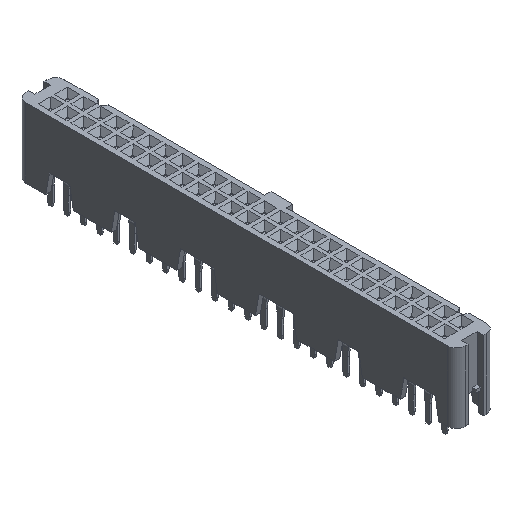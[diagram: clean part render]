
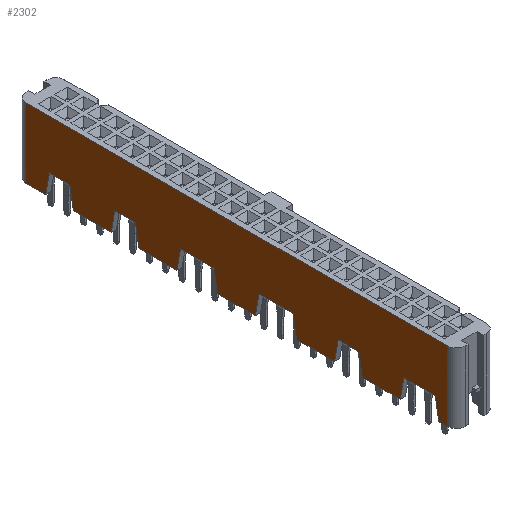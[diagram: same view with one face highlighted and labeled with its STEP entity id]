
A CAD part, isometric view. The second image highlights one B-rep face of the part: STEP entity #2302.
In plain terms, the highlighted planar face has unit normal (-1, 0, 0).
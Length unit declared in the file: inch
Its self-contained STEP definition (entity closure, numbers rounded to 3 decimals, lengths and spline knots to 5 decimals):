
#791=FACE_OUTER_BOUND('',#5334,.T.);
#2302=ADVANCED_FACE('',(#791),#3813,.T.);
#3813=PLANE('',#28757);
#5334=EDGE_LOOP('',(#7609,#7610,#7611,#7612,#7613,#7614,#7615,#7616,#7617,
#7618,#7619,#7620,#7621,#7622,#7623,#7624,#7625,#7626,#7627,#7628,#7629,
#7630,#7631,#7632,#7633,#7634,#7635,#7636));
#7609=ORIENTED_EDGE('',*,*,#17467,.T.);
#7610=ORIENTED_EDGE('',*,*,#18092,.T.);
#7611=ORIENTED_EDGE('',*,*,#18093,.T.);
#7612=ORIENTED_EDGE('',*,*,#18094,.F.);
#7613=ORIENTED_EDGE('',*,*,#17463,.T.);
#7614=ORIENTED_EDGE('',*,*,#18095,.T.);
#7615=ORIENTED_EDGE('',*,*,#18096,.T.);
#7616=ORIENTED_EDGE('',*,*,#18097,.F.);
#7617=ORIENTED_EDGE('',*,*,#17459,.T.);
#7618=ORIENTED_EDGE('',*,*,#18098,.T.);
#7619=ORIENTED_EDGE('',*,*,#18099,.T.);
#7620=ORIENTED_EDGE('',*,*,#18100,.F.);
#7621=ORIENTED_EDGE('',*,*,#17455,.T.);
#7622=ORIENTED_EDGE('',*,*,#18101,.F.);
#7623=ORIENTED_EDGE('',*,*,#18102,.T.);
#7624=ORIENTED_EDGE('',*,*,#18103,.T.);
#7625=ORIENTED_EDGE('',*,*,#17890,.T.);
#7626=ORIENTED_EDGE('',*,*,#18104,.T.);
#7627=ORIENTED_EDGE('',*,*,#18105,.T.);
#7628=ORIENTED_EDGE('',*,*,#18106,.F.);
#7629=ORIENTED_EDGE('',*,*,#17475,.T.);
#7630=ORIENTED_EDGE('',*,*,#18107,.T.);
#7631=ORIENTED_EDGE('',*,*,#18108,.T.);
#7632=ORIENTED_EDGE('',*,*,#18109,.F.);
#7633=ORIENTED_EDGE('',*,*,#17471,.T.);
#7634=ORIENTED_EDGE('',*,*,#18110,.T.);
#7635=ORIENTED_EDGE('',*,*,#18111,.T.);
#7636=ORIENTED_EDGE('',*,*,#18112,.F.);
#14840=VERTEX_POINT('',#36923);
#14841=VERTEX_POINT('',#36925);
#14844=VERTEX_POINT('',#36931);
#14845=VERTEX_POINT('',#36933);
#14848=VERTEX_POINT('',#36939);
#14849=VERTEX_POINT('',#36941);
#14852=VERTEX_POINT('',#36947);
#14853=VERTEX_POINT('',#36949);
#14856=VERTEX_POINT('',#36955);
#14857=VERTEX_POINT('',#36957);
#14860=VERTEX_POINT('',#36963);
#14861=VERTEX_POINT('',#36965);
#15207=VERTEX_POINT('',#37804);
#15208=VERTEX_POINT('',#37806);
#15397=VERTEX_POINT('',#38206);
#15398=VERTEX_POINT('',#38208);
#15399=VERTEX_POINT('',#38211);
#15400=VERTEX_POINT('',#38213);
#15401=VERTEX_POINT('',#38216);
#15402=VERTEX_POINT('',#38218);
#15403=VERTEX_POINT('',#38221);
#15404=VERTEX_POINT('',#38223);
#15405=VERTEX_POINT('',#38226);
#15406=VERTEX_POINT('',#38228);
#15407=VERTEX_POINT('',#38231);
#15408=VERTEX_POINT('',#38233);
#15409=VERTEX_POINT('',#38236);
#15410=VERTEX_POINT('',#38238);
#17455=EDGE_CURVE('',#14841,#14840,#21477,.T.);
#17459=EDGE_CURVE('',#14845,#14844,#21481,.T.);
#17463=EDGE_CURVE('',#14849,#14848,#21485,.T.);
#17467=EDGE_CURVE('',#14853,#14852,#21489,.T.);
#17471=EDGE_CURVE('',#14857,#14856,#21493,.T.);
#17475=EDGE_CURVE('',#14861,#14860,#21497,.T.);
#17890=EDGE_CURVE('',#15208,#15207,#21909,.T.);
#18092=EDGE_CURVE('',#14852,#15397,#22108,.T.);
#18093=EDGE_CURVE('',#15397,#15398,#22109,.T.);
#18094=EDGE_CURVE('',#14849,#15398,#22110,.T.);
#18095=EDGE_CURVE('',#14848,#15399,#22111,.T.);
#18096=EDGE_CURVE('',#15399,#15400,#22112,.T.);
#18097=EDGE_CURVE('',#14845,#15400,#22113,.T.);
#18098=EDGE_CURVE('',#14844,#15401,#22114,.T.);
#18099=EDGE_CURVE('',#15401,#15402,#22115,.T.);
#18100=EDGE_CURVE('',#14841,#15402,#22116,.T.);
#18101=EDGE_CURVE('',#15403,#14840,#22117,.T.);
#18102=EDGE_CURVE('',#15403,#15404,#22118,.T.);
#18103=EDGE_CURVE('',#15404,#15208,#22119,.T.);
#18104=EDGE_CURVE('',#15207,#15405,#22120,.T.);
#18105=EDGE_CURVE('',#15405,#15406,#22121,.T.);
#18106=EDGE_CURVE('',#14861,#15406,#22122,.T.);
#18107=EDGE_CURVE('',#14860,#15407,#22123,.T.);
#18108=EDGE_CURVE('',#15407,#15408,#22124,.T.);
#18109=EDGE_CURVE('',#14857,#15408,#22125,.T.);
#18110=EDGE_CURVE('',#14856,#15409,#22126,.T.);
#18111=EDGE_CURVE('',#15409,#15410,#22127,.T.);
#18112=EDGE_CURVE('',#14853,#15410,#22128,.T.);
#21477=LINE('',#36924,#25085);
#21481=LINE('',#36932,#25089);
#21485=LINE('',#36940,#25093);
#21489=LINE('',#36948,#25097);
#21493=LINE('',#36956,#25101);
#21497=LINE('',#36964,#25105);
#21909=LINE('',#37805,#25517);
#22108=LINE('',#38205,#25716);
#22109=LINE('',#38207,#25717);
#22110=LINE('',#38209,#25718);
#22111=LINE('',#38210,#25719);
#22112=LINE('',#38212,#25720);
#22113=LINE('',#38214,#25721);
#22114=LINE('',#38215,#25722);
#22115=LINE('',#38217,#25723);
#22116=LINE('',#38219,#25724);
#22117=LINE('',#38220,#25725);
#22118=LINE('',#38222,#25726);
#22119=LINE('',#38224,#25727);
#22120=LINE('',#38225,#25728);
#22121=LINE('',#38227,#25729);
#22122=LINE('',#38229,#25730);
#22123=LINE('',#38230,#25731);
#22124=LINE('',#38232,#25732);
#22125=LINE('',#38234,#25733);
#22126=LINE('',#38235,#25734);
#22127=LINE('',#38237,#25735);
#22128=LINE('',#38239,#25736);
#25085=VECTOR('',#30227,1.);
#25089=VECTOR('',#30231,1.);
#25093=VECTOR('',#30235,1.);
#25097=VECTOR('',#30239,1.);
#25101=VECTOR('',#30243,1.);
#25105=VECTOR('',#30247,1.);
#25517=VECTOR('',#30823,1.);
#25716=VECTOR('',#31046,1.);
#25717=VECTOR('',#31047,1.);
#25718=VECTOR('',#31048,1.);
#25719=VECTOR('',#31049,1.);
#25720=VECTOR('',#31050,1.);
#25721=VECTOR('',#31051,1.);
#25722=VECTOR('',#31052,1.);
#25723=VECTOR('',#31053,1.);
#25724=VECTOR('',#31054,1.);
#25725=VECTOR('',#31055,1.);
#25726=VECTOR('',#31056,1.);
#25727=VECTOR('',#31057,1.);
#25728=VECTOR('',#31058,1.);
#25729=VECTOR('',#31059,1.);
#25730=VECTOR('',#31060,1.);
#25731=VECTOR('',#31061,1.);
#25732=VECTOR('',#31062,1.);
#25733=VECTOR('',#31063,1.);
#25734=VECTOR('',#31064,1.);
#25735=VECTOR('',#31065,1.);
#25736=VECTOR('',#31066,1.);
#28757=AXIS2_PLACEMENT_3D('',#38240,#31067,#31068);
#30227=DIRECTION('',(0.,-1.,0.));
#30231=DIRECTION('',(0.,-1.,0.));
#30235=DIRECTION('',(0.,-1.,0.));
#30239=DIRECTION('',(0.,-1.,0.));
#30243=DIRECTION('',(0.,-1.,0.));
#30247=DIRECTION('',(0.,-1.,0.));
#30823=DIRECTION('',(0.,1.,0.));
#31046=DIRECTION('',(0.,-0.174,-0.985));
#31047=DIRECTION('',(0.,-1.,0.));
#31048=DIRECTION('',(0.,0.174,-0.985));
#31049=DIRECTION('',(0.,-0.174,-0.985));
#31050=DIRECTION('',(0.,-1.,0.));
#31051=DIRECTION('',(0.,0.174,-0.985));
#31052=DIRECTION('',(0.,-0.174,-0.985));
#31053=DIRECTION('',(0.,-1.,0.));
#31054=DIRECTION('',(0.,0.174,-0.985));
#31055=DIRECTION('',(0.,0.174,0.985));
#31056=DIRECTION('',(0.,-1.,0.));
#31057=DIRECTION('',(0.,0.,1.));
#31058=DIRECTION('',(0.,0.,-1.));
#31059=DIRECTION('',(0.,-1.,0.));
#31060=DIRECTION('',(0.,0.174,-0.985));
#31061=DIRECTION('',(0.,-0.174,-0.985));
#31062=DIRECTION('',(0.,-1.,0.));
#31063=DIRECTION('',(0.,0.174,-0.985));
#31064=DIRECTION('',(0.,-0.174,-0.985));
#31065=DIRECTION('',(0.,-1.,0.));
#31066=DIRECTION('',(0.,0.174,-0.985));
#31067=DIRECTION('',(-1.,0.,0.));
#31068=DIRECTION('',(0.,0.,-1.));
#36923=CARTESIAN_POINT('',(-0.16956,-2.1606,-0.3));
#36924=CARTESIAN_POINT('',(-0.16956,-1.7,-0.3));
#36925=CARTESIAN_POINT('',(-0.16956,-1.97008,-0.3));
#36931=CARTESIAN_POINT('',(-0.16956,-1.69508,-0.3));
#36932=CARTESIAN_POINT('',(-0.16956,-1.7,-0.3));
#36933=CARTESIAN_POINT('',(-0.16956,-1.57008,-0.3));
#36939=CARTESIAN_POINT('',(-0.16956,-1.29508,-0.3));
#36940=CARTESIAN_POINT('',(-0.16956,-1.3,-0.3));
#36941=CARTESIAN_POINT('',(-0.16956,-1.0875,-0.3));
#36947=CARTESIAN_POINT('',(-0.16956,-0.8125,-0.3));
#36948=CARTESIAN_POINT('',(-0.16956,-1.3,-0.3));
#36949=CARTESIAN_POINT('',(-0.16956,-0.60931,-0.3));
#36955=CARTESIAN_POINT('',(-0.16956,-0.33431,-0.3));
#36956=CARTESIAN_POINT('',(-0.16956,-0.9,-0.3));
#36957=CARTESIAN_POINT('',(-0.16956,-0.20931,-0.3));
#36963=CARTESIAN_POINT('',(-0.16956,0.06569,-0.3));
#36964=CARTESIAN_POINT('',(-0.16956,-0.9,-0.3));
#36965=CARTESIAN_POINT('',(-0.16956,0.18974,-0.3));
#37804=CARTESIAN_POINT('',(-0.16956,0.33386,0.));
#37805=CARTESIAN_POINT('',(-0.16956,-1.83386,0.));
#37806=CARTESIAN_POINT('',(-0.16956,-2.23386,0.));
#38205=CARTESIAN_POINT('',(-0.16956,-0.81812,-0.33189));
#38206=CARTESIAN_POINT('',(-0.16956,-0.83457,-0.4252));
#38207=CARTESIAN_POINT('',(-0.16956,-0.86857,-0.4252));
#38208=CARTESIAN_POINT('',(-0.16956,-1.06543,-0.4252));
#38209=CARTESIAN_POINT('',(-0.16956,-1.08188,-0.33189));
#38210=CARTESIAN_POINT('',(-0.16956,-1.3007,-0.33189));
#38211=CARTESIAN_POINT('',(-0.16956,-1.31715,-0.4252));
#38212=CARTESIAN_POINT('',(-0.16956,-1.35115,-0.4252));
#38213=CARTESIAN_POINT('',(-0.16956,-1.548,-0.4252));
#38214=CARTESIAN_POINT('',(-0.16956,-1.56446,-0.33189));
#38215=CARTESIAN_POINT('',(-0.16956,-1.7007,-0.33189));
#38216=CARTESIAN_POINT('',(-0.16956,-1.71715,-0.4252));
#38217=CARTESIAN_POINT('',(-0.16956,-1.75115,-0.4252));
#38218=CARTESIAN_POINT('',(-0.16956,-1.948,-0.4252));
#38219=CARTESIAN_POINT('',(-0.16956,-1.96446,-0.33189));
#38220=CARTESIAN_POINT('',(-0.16956,-2.1606,-0.3));
#38221=CARTESIAN_POINT('',(-0.16956,-2.18268,-0.4252));
#38222=CARTESIAN_POINT('',(-0.16956,-2.18268,-0.4252));
#38223=CARTESIAN_POINT('',(-0.16956,-2.23386,-0.4252));
#38224=CARTESIAN_POINT('',(-0.16956,-2.23386,-0.35551));
#38225=CARTESIAN_POINT('',(-0.16956,0.33386,0.));
#38226=CARTESIAN_POINT('',(-0.16956,0.33386,-0.4252));
#38227=CARTESIAN_POINT('',(-0.16956,0.33386,-0.4252));
#38228=CARTESIAN_POINT('',(-0.16956,0.21181,-0.4252));
#38229=CARTESIAN_POINT('',(-0.16956,0.19536,-0.33189));
#38230=CARTESIAN_POINT('',(-0.16956,0.06007,-0.33189));
#38231=CARTESIAN_POINT('',(-0.16956,0.04362,-0.4252));
#38232=CARTESIAN_POINT('',(-0.16956,0.00962,-0.4252));
#38233=CARTESIAN_POINT('',(-0.16956,-0.18723,-0.4252));
#38234=CARTESIAN_POINT('',(-0.16956,-0.20368,-0.33189));
#38235=CARTESIAN_POINT('',(-0.16956,-0.33993,-0.33189));
#38236=CARTESIAN_POINT('',(-0.16956,-0.35638,-0.4252));
#38237=CARTESIAN_POINT('',(-0.16956,-0.39038,-0.4252));
#38238=CARTESIAN_POINT('',(-0.16956,-0.58723,-0.4252));
#38239=CARTESIAN_POINT('',(-0.16956,-0.60368,-0.33189));
#38240=CARTESIAN_POINT('',(-0.16956,-1.3,-0.35551));
